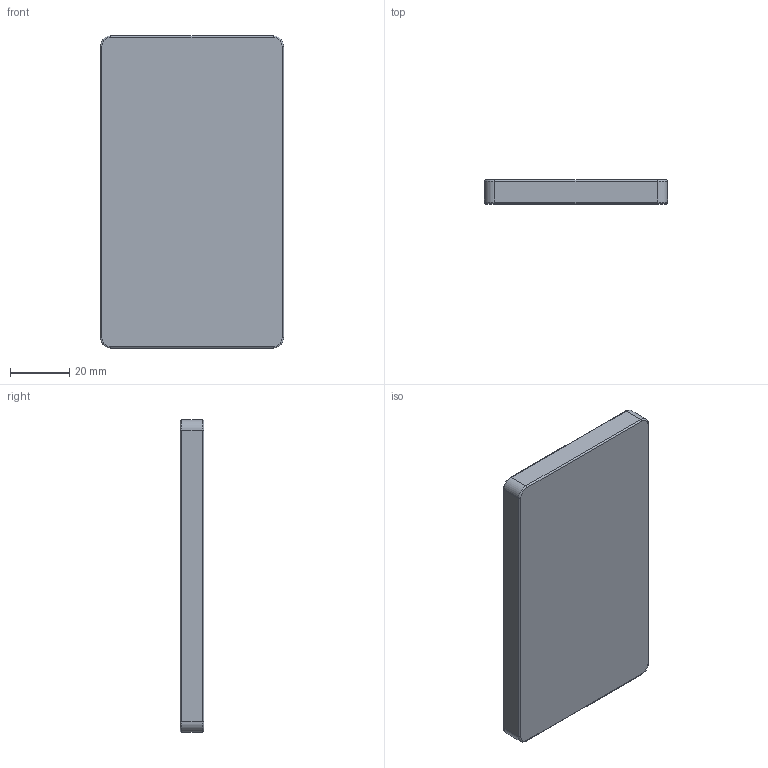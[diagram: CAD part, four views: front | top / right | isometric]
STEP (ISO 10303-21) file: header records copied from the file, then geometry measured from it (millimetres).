
FILE_DESCRIPTION (( 'STEP AP214' ), '1' );
FILE_NAME ('MacroPadEnclosure.STEP', '2023-04-12T03:15:42', ( '' ), ( '' ), 'SwSTEP 2.0', 'SolidWorks 2022', '' );
FILE_SCHEMA (( 'AUTOMOTIVE_DESIGN' ));
Length unit declared in the file: millimetre
Products named in the file (1): MacroPadEnclosure
Bounding box: 62 x 8 x 105.7 mm (x, y, z)
Volume: 17112.1 mm3; surface area: 17758.8 mm2
Topology: 1 solids, 1 shells, 184 faces, 455 edges, 281 vertices
Faces by surface type: cylinder 108, torus 32, plane 28, bspline 16
Entity records: 13554 total; most frequent: CARTESIAN_POINT 9586, ORIENTED_EDGE 910, DIRECTION 752, EDGE_CURVE 455, AXIS2_PLACEMENT_3D 308, VERTEX_POINT 281, EDGE_LOOP 194, ADVANCED_FACE 184
